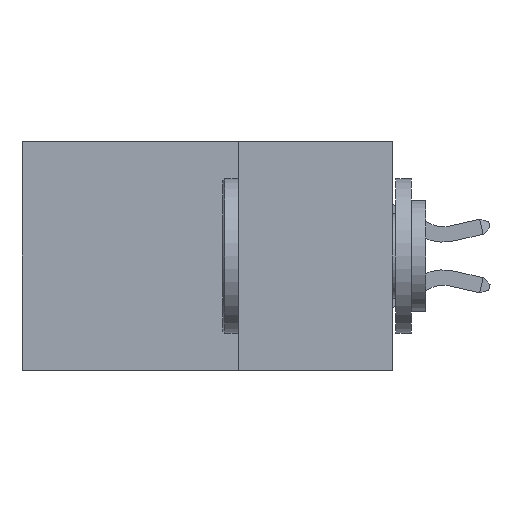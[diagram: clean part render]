
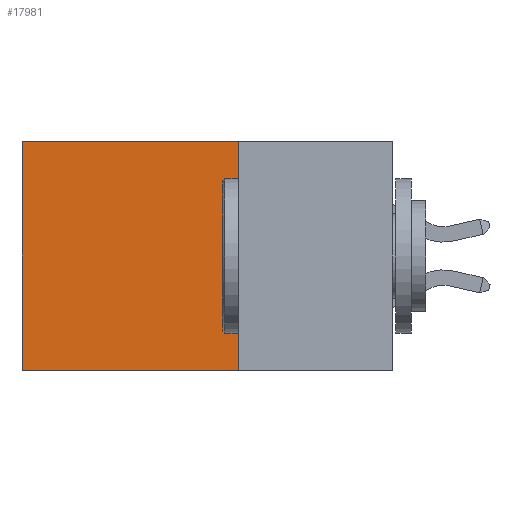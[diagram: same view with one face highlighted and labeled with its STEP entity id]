
A CAD part, left-side view. The second image highlights one B-rep face of the part: STEP entity #17981.
In plain terms, the highlighted planar face has unit normal (-1, 0, 0).
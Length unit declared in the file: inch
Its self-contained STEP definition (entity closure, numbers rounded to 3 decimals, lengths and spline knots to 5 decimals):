
#396 = VERTEX_POINT ( 'NONE', #1072 ) ;
#1072 = CARTESIAN_POINT ( 'NONE',  ( 0.2875, 0.25, -0.37 ) ) ;
#1136 = CARTESIAN_POINT ( 'NONE',  ( 0.2875, 0.25, 0. ) ) ;
#1207 = EDGE_CURVE ( 'NONE', #17564, #21767, #3692, .T. ) ;
#3102 = PLANE ( 'NONE',  #15825 ) ;
#3692 = LINE ( 'NONE', #16131, #4282 ) ;
#4115 = CARTESIAN_POINT ( 'NONE',  ( 0.2875, 0.6, -0.37 ) ) ;
#4282 = VECTOR ( 'NONE', #20357, 39.37008 ) ;
#4454 = DIRECTION ( 'NONE',  ( 0., 1., 0. ) ) ;
#4811 = EDGE_CURVE ( 'NONE', #11028, #396, #16586, .T. ) ;
#7569 = CARTESIAN_POINT ( 'NONE',  ( 0.2875, 0.25, 0. ) ) ;
#8620 = VECTOR ( 'NONE', #18987, 39.37008 ) ;
#9201 = ORIENTED_EDGE ( 'NONE', *, *, #4811, .F. ) ;
#9524 = CARTESIAN_POINT ( 'NONE',  ( 0.2875, 0.25, 0. ) ) ;
#11028 = VERTEX_POINT ( 'NONE', #9524 ) ;
#11296 = ORIENTED_EDGE ( 'NONE', *, *, #1207, .T. ) ;
#15825 = AXIS2_PLACEMENT_3D ( 'NONE', #1136, #20295, #23852 ) ;
#15891 = CARTESIAN_POINT ( 'NONE',  ( 0.2875, 0.25, -0.37 ) ) ;
#16060 = LINE ( 'NONE', #7569, #8620 ) ;
#16131 = CARTESIAN_POINT ( 'NONE',  ( 0.2875, 0.6, 0. ) ) ;
#16297 = VECTOR ( 'NONE', #4454, 39.37008 ) ;
#16506 = ORIENTED_EDGE ( 'NONE', *, *, #23490, .T. ) ;
#16586 = LINE ( 'NONE', #22555, #17460 ) ;
#16935 = CARTESIAN_POINT ( 'NONE',  ( 0.2875, 0.6, 0. ) ) ;
#17460 = VECTOR ( 'NONE', #20738, 39.37008 ) ;
#17564 = VERTEX_POINT ( 'NONE', #16935 ) ;
#17845 = EDGE_LOOP ( 'NONE', ( #11296, #24489, #9201, #16506 ) ) ;
#17981 = ADVANCED_FACE ( 'NONE', ( #18456 ), #3102, .F. ) ;
#18456 = FACE_OUTER_BOUND ( 'NONE', #17845, .T. ) ;
#18987 = DIRECTION ( 'NONE',  ( 0., 1., 0. ) ) ;
#19091 = EDGE_CURVE ( 'NONE', #396, #21767, #24008, .T. ) ;
#20295 = DIRECTION ( 'NONE',  ( 1., 0., 0. ) ) ;
#20357 = DIRECTION ( 'NONE',  ( 0., 0., -1. ) ) ;
#20738 = DIRECTION ( 'NONE',  ( 0., 0., -1. ) ) ;
#21767 = VERTEX_POINT ( 'NONE', #4115 ) ;
#22555 = CARTESIAN_POINT ( 'NONE',  ( 0.2875, 0.25, 0. ) ) ;
#23490 = EDGE_CURVE ( 'NONE', #11028, #17564, #16060, .T. ) ;
#23852 = DIRECTION ( 'NONE',  ( 0., 0., -1. ) ) ;
#24008 = LINE ( 'NONE', #15891, #16297 ) ;
#24489 = ORIENTED_EDGE ( 'NONE', *, *, #19091, .F. ) ;
